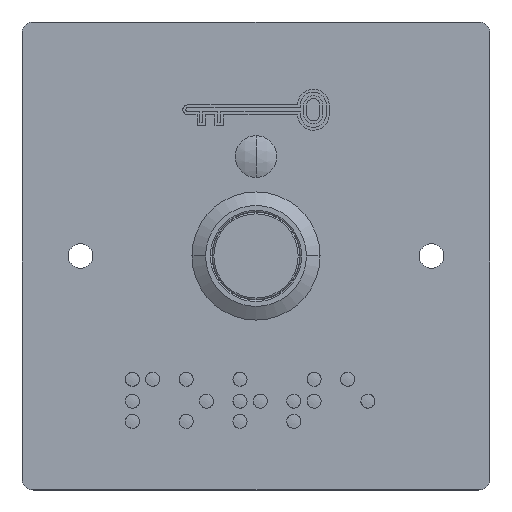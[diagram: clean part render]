
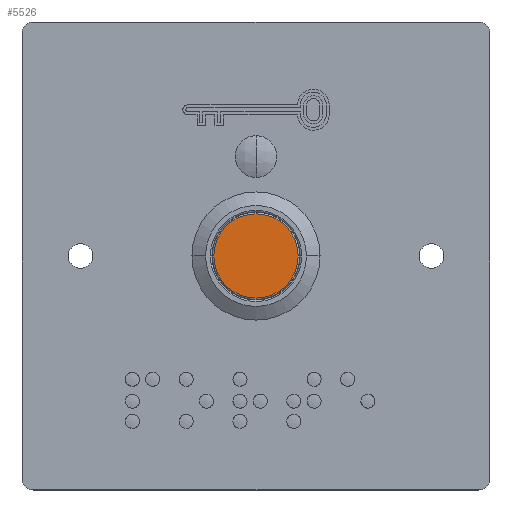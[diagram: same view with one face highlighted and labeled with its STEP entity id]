
A CAD part, top view. The second image highlights one B-rep face of the part: STEP entity #5526.
In plain terms, the highlighted planar face has unit normal (0, 0, 1).
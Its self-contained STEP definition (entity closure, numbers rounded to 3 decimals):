
#2533 = VERTEX_POINT ( 'NONE', #44606 ) ;
#5526 = ADVANCED_FACE ( 'NONE', ( #38970 ), #35263, .T. ) ;
#8584 = VERTEX_POINT ( 'NONE', #21434 ) ;
#9189 = DIRECTION ( 'NONE',  ( 0., 0., 1. ) ) ;
#9884 = EDGE_LOOP ( 'NONE', ( #45367, #43955 ) ) ;
#15232 = DIRECTION ( 'NONE',  ( 0., 0., 1. ) ) ;
#15453 = EDGE_CURVE ( 'NONE', #2533, #8584, #55612, .T. ) ;
#16645 = DIRECTION ( 'NONE',  ( 1., 0., 0. ) ) ;
#21434 = CARTESIAN_POINT ( 'NONE',  ( -7.2, 0., 20. ) ) ;
#25383 = CIRCLE ( 'NONE', #57951, 7.2 ) ;
#35263 = PLANE ( 'NONE',  #39122 ) ;
#38970 = FACE_OUTER_BOUND ( 'NONE', #9884, .T. ) ;
#39122 = AXIS2_PLACEMENT_3D ( 'NONE', #58154, #15232, #57846 ) ;
#40687 = CARTESIAN_POINT ( 'NONE',  ( 0., 0., 20. ) ) ;
#40980 = DIRECTION ( 'NONE',  ( 0., 0., 1. ) ) ;
#43955 = ORIENTED_EDGE ( 'NONE', *, *, #51958, .T. ) ;
#44606 = CARTESIAN_POINT ( 'NONE',  ( 7.2, 0., 20. ) ) ;
#45367 = ORIENTED_EDGE ( 'NONE', *, *, #15453, .T. ) ;
#51958 = EDGE_CURVE ( 'NONE', #8584, #2533, #25383, .T. ) ;
#52612 = AXIS2_PLACEMENT_3D ( 'NONE', #40687, #40980, #16645 ) ;
#54884 = CARTESIAN_POINT ( 'NONE',  ( 0., 0., 20. ) ) ;
#55612 = CIRCLE ( 'NONE', #52612, 7.2 ) ;
#55801 = DIRECTION ( 'NONE',  ( 1., 0., 0. ) ) ;
#57846 = DIRECTION ( 'NONE',  ( 1., 0., 0. ) ) ;
#57951 = AXIS2_PLACEMENT_3D ( 'NONE', #54884, #9189, #55801 ) ;
#58154 = CARTESIAN_POINT ( 'NONE',  ( 0., 0., 20. ) ) ;
